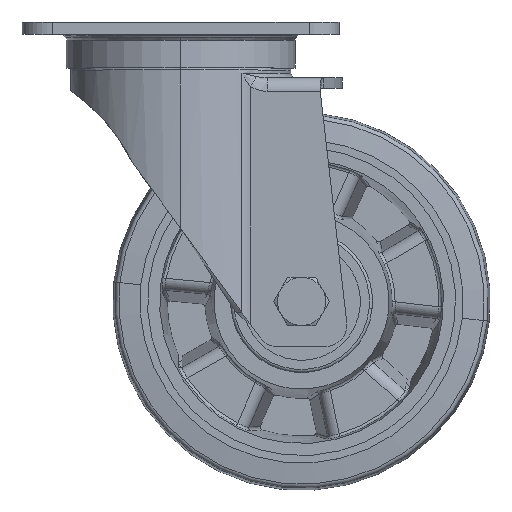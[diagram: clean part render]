
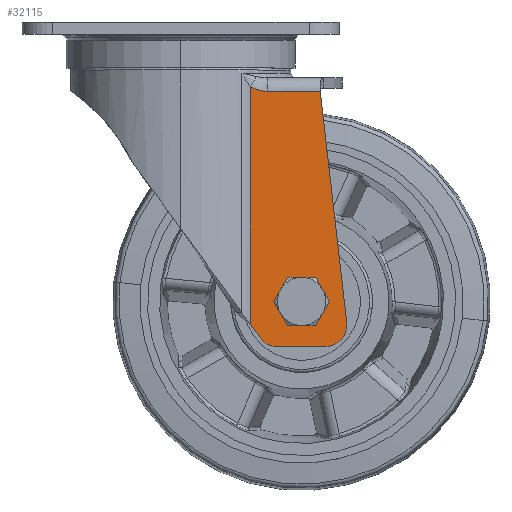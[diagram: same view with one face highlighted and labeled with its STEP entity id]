
A CAD part, top view. The second image highlights one B-rep face of the part: STEP entity #32115.
In plain terms, the highlighted planar face has unit normal (0, 0, 1).
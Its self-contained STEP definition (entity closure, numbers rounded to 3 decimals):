
#134 = CARTESIAN_POINT ( 'NONE',  ( 23.065, -21.385, 29.5 ) ) ;
#434 = CARTESIAN_POINT ( 'NONE',  ( 23.065, -21.385, 29.5 ) ) ;
#795 = DIRECTION ( 'NONE',  ( -1., 0., 0. ) ) ;
#834 = ORIENTED_EDGE ( 'NONE', *, *, #21688, .T. ) ;
#1102 = CARTESIAN_POINT ( 'NONE',  ( 54.955, -99.605, 29.5 ) ) ;
#1538 = VECTOR ( 'NONE', #21139, 1000. ) ;
#1647 = CIRCLE ( 'NONE', #18094, 5.25 ) ;
#1686 = CARTESIAN_POINT ( 'NONE',  ( 32., -107.401, 29.5 ) ) ;
#1928 = DIRECTION ( 'NONE',  ( 0., -1., 0. ) ) ;
#2465 = ORIENTED_EDGE ( 'NONE', *, *, #31437, .T. ) ;
#3080 = CARTESIAN_POINT ( 'NONE',  ( 0., -107.401, 29.5 ) ) ;
#3152 = B_SPLINE_CURVE_WITH_KNOTS ( 'NONE', 3,
 ( #434, #15756, #27760, #9692, #30736, #12780, #33667, #15883 ),
 .UNSPECIFIED., .F., .F.,
 ( 4, 2, 2, 4 ),
 ( 0., 0.25, 0.5, 1. ),
 .UNSPECIFIED. ) ;
#3645 = CARTESIAN_POINT ( 'NONE',  ( 32., -100.401, 29.5 ) ) ;
#4865 = VERTEX_POINT ( 'NONE', #35345 ) ;
#5037 = ORIENTED_EDGE ( 'NONE', *, *, #5626, .T. ) ;
#5626 = EDGE_CURVE ( 'NONE', #10020, #14953, #24845, .T. ) ;
#6595 = VERTEX_POINT ( 'NONE', #29195 ) ;
#6755 = DIRECTION ( 'NONE',  ( 0., -1., 0. ) ) ;
#8235 = EDGE_LOOP ( 'NONE', ( #12715, #834, #2465, #9105, #32467, #5037, #33837, #37704 ) ) ;
#8639 = DIRECTION ( 'NONE',  ( 0., 0., -1. ) ) ;
#8943 = VERTEX_POINT ( 'NONE', #21132 ) ;
#9105 = ORIENTED_EDGE ( 'NONE', *, *, #21550, .F. ) ;
#9179 = LINE ( 'NONE', #9932, #32222 ) ;
#9631 = VERTEX_POINT ( 'NONE', #28030 ) ;
#9692 = CARTESIAN_POINT ( 'NONE',  ( 24.809, -22.229, 29.5 ) ) ;
#9932 = CARTESIAN_POINT ( 'NONE',  ( 0., -22.9, 29.5 ) ) ;
#10020 = VERTEX_POINT ( 'NONE', #21558 ) ;
#10110 = ORIENTED_EDGE ( 'NONE', *, *, #30757, .T. ) ;
#10770 = CIRCLE ( 'NONE', #38419, 7. ) ;
#12125 = CARTESIAN_POINT ( 'NONE',  ( 40., -92.5, 29.5 ) ) ;
#12715 = ORIENTED_EDGE ( 'NONE', *, *, #15558, .T. ) ;
#12733 = ORIENTED_EDGE ( 'NONE', *, *, #23062, .T. ) ;
#12780 = CARTESIAN_POINT ( 'NONE',  ( 26.679, -22.768, 29.5 ) ) ;
#13218 = VECTOR ( 'NONE', #24367, 1000. ) ;
#14252 = VERTEX_POINT ( 'NONE', #17079 ) ;
#14953 = VERTEX_POINT ( 'NONE', #29643 ) ;
#15222 = DIRECTION ( 'NONE',  ( 0., 1., 0. ) ) ;
#15558 = EDGE_CURVE ( 'NONE', #6595, #9631, #26219, .T. ) ;
#15756 = CARTESIAN_POINT ( 'NONE',  ( 23.484, -21.638, 29.5 ) ) ;
#15883 = CARTESIAN_POINT ( 'NONE',  ( 28.618, -22.9, 29.5 ) ) ;
#16075 = CIRCLE ( 'NONE', #29334, 5.25 ) ;
#17079 = CARTESIAN_POINT ( 'NONE',  ( 40., -97.75, 29.5 ) ) ;
#17844 = DIRECTION ( 'NONE',  ( 0., 0., 1. ) ) ;
#18094 = AXIS2_PLACEMENT_3D ( 'NONE', #26717, #8639, #29712 ) ;
#20228 = DIRECTION ( 'NONE',  ( 0., 0., 1. ) ) ;
#20636 = CARTESIAN_POINT ( 'NONE',  ( 23.065, 12.922, 29.5 ) ) ;
#20672 = AXIS2_PLACEMENT_3D ( 'NONE', #37922, #20228, #1928 ) ;
#21044 = LINE ( 'NONE', #20636, #28087 ) ;
#21132 = CARTESIAN_POINT ( 'NONE',  ( 28.618, -22.9, 29.5 ) ) ;
#21139 = DIRECTION ( 'NONE',  ( 0.589, -0.808, 0. ) ) ;
#21180 = CARTESIAN_POINT ( 'NONE',  ( 23.065, -100.025, 29.5 ) ) ;
#21550 = EDGE_CURVE ( 'NONE', #26347, #8943, #3152, .T. ) ;
#21558 = CARTESIAN_POINT ( 'NONE',  ( 23.065, -100.025, 29.5 ) ) ;
#21688 = EDGE_CURVE ( 'NONE', #9631, #4865, #27694, .T. ) ;
#22404 = DIRECTION ( 'NONE',  ( -0.114, 0.994, 0. ) ) ;
#23062 = EDGE_CURVE ( 'NONE', #14252, #36090, #16075, .T. ) ;
#23110 = EDGE_CURVE ( 'NONE', #37458, #6595, #35976, .T. ) ;
#23230 = EDGE_CURVE ( 'NONE', #14953, #37458, #10770, .T. ) ;
#23294 = FACE_BOUND ( 'NONE', #28106, .T. ) ;
#23581 = AXIS2_PLACEMENT_3D ( 'NONE', #35611, #17844, #38563 ) ;
#24367 = DIRECTION ( 'NONE',  ( 1., 0., 0. ) ) ;
#24845 = LINE ( 'NONE', #21180, #1538 ) ;
#24906 = DIRECTION ( 'NONE',  ( 0., 0., 1. ) ) ;
#26094 = PLANE ( 'NONE',  #20672 ) ;
#26219 = CIRCLE ( 'NONE', #23581, 7. ) ;
#26347 = VERTEX_POINT ( 'NONE', #134 ) ;
#26717 = CARTESIAN_POINT ( 'NONE',  ( 40., -92.5, 29.5 ) ) ;
#26810 = EDGE_CURVE ( 'NONE', #26347, #10020, #21044, .T. ) ;
#27694 = LINE ( 'NONE', #1102, #34589 ) ;
#27760 = CARTESIAN_POINT ( 'NONE',  ( 23.917, -21.855, 29.5 ) ) ;
#28030 = CARTESIAN_POINT ( 'NONE',  ( 54.955, -99.605, 29.5 ) ) ;
#28087 = VECTOR ( 'NONE', #32581, 1000. ) ;
#28106 = EDGE_LOOP ( 'NONE', ( #10110, #12733 ) ) ;
#29195 = CARTESIAN_POINT ( 'NONE',  ( 48., -107.401, 29.5 ) ) ;
#29334 = AXIS2_PLACEMENT_3D ( 'NONE', #12125, #33031, #15222 ) ;
#29643 = CARTESIAN_POINT ( 'NONE',  ( 26.342, -104.523, 29.5 ) ) ;
#29712 = DIRECTION ( 'NONE',  ( 0., 1., 0. ) ) ;
#30280 = FACE_OUTER_BOUND ( 'NONE', #8235, .T. ) ;
#30736 = CARTESIAN_POINT ( 'NONE',  ( 25.267, -22.386, 29.5 ) ) ;
#30757 = EDGE_CURVE ( 'NONE', #36090, #14252, #1647, .T. ) ;
#31437 = EDGE_CURVE ( 'NONE', #4865, #8943, #9179, .T. ) ;
#32097 = CARTESIAN_POINT ( 'NONE',  ( 40., -87.25, 29.5 ) ) ;
#32115 = ADVANCED_FACE ( 'NONE', ( #30280, #23294 ), #26094, .T. ) ;
#32222 = VECTOR ( 'NONE', #795, 1000. ) ;
#32467 = ORIENTED_EDGE ( 'NONE', *, *, #26810, .T. ) ;
#32581 = DIRECTION ( 'NONE',  ( 0., -1., 0. ) ) ;
#33031 = DIRECTION ( 'NONE',  ( 0., 0., -1. ) ) ;
#33667 = CARTESIAN_POINT ( 'NONE',  ( 27.644, -22.9, 29.5 ) ) ;
#33837 = ORIENTED_EDGE ( 'NONE', *, *, #23230, .T. ) ;
#34589 = VECTOR ( 'NONE', #22404, 1000. ) ;
#35345 = CARTESIAN_POINT ( 'NONE',  ( 46.18, -22.9, 29.5 ) ) ;
#35611 = CARTESIAN_POINT ( 'NONE',  ( 48., -100.401, 29.5 ) ) ;
#35976 = LINE ( 'NONE', #3080, #13218 ) ;
#36090 = VERTEX_POINT ( 'NONE', #32097 ) ;
#37458 = VERTEX_POINT ( 'NONE', #1686 ) ;
#37704 = ORIENTED_EDGE ( 'NONE', *, *, #23110, .T. ) ;
#37922 = CARTESIAN_POINT ( 'NONE',  ( 0., -15.601, 29.5 ) ) ;
#38419 = AXIS2_PLACEMENT_3D ( 'NONE', #3645, #24906, #6755 ) ;
#38563 = DIRECTION ( 'NONE',  ( 0., -1., 0. ) ) ;
